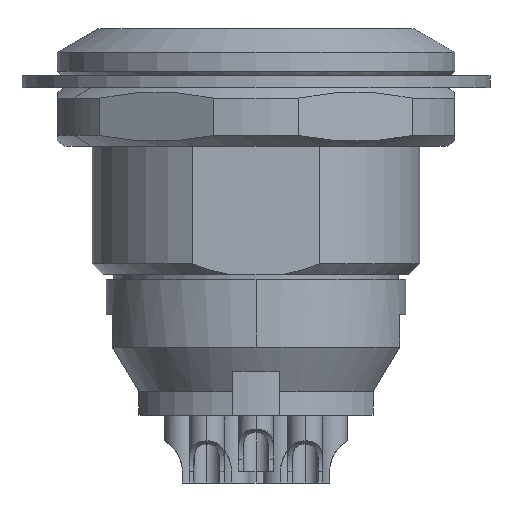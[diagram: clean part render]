
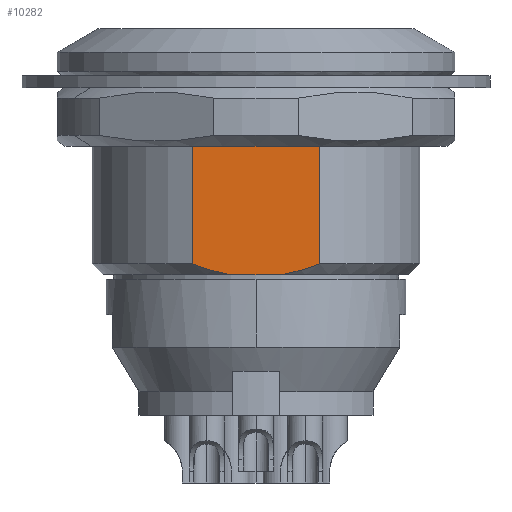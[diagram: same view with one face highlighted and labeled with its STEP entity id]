
A CAD part, front view. The second image highlights one B-rep face of the part: STEP entity #10282.
In plain terms, the highlighted planar face has unit normal (0, -1, 0).
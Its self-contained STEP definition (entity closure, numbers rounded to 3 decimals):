
#1885=DIRECTION('',(1.,0.,0.));
#1886=VECTOR('',#1885,5.44);
#1887=CARTESIAN_POINT('',(-2.72,-6.45,13.5));
#1888=LINE('',#1887,#1886);
#2513=DIRECTION('',(0.,0.,-1.));
#2514=VECTOR('',#2513,1.5);
#2515=CARTESIAN_POINT('',(1.813,-6.45,12.5));
#2516=LINE('',#2515,#2514);
#2517=CARTESIAN_POINT('',(2.72,-6.45,10.7));
#2518=CARTESIAN_POINT('',(2.565,-6.45,10.76));
#2519=CARTESIAN_POINT('',(2.26,-6.45,10.87));
#2520=CARTESIAN_POINT('',(1.961,-6.45,10.96));
#2521=CARTESIAN_POINT('',(1.813,-6.45,11.));
#2523=DIRECTION('',(0.,0.,1.));
#2524=VECTOR('',#2523,5.24);
#2525=CARTESIAN_POINT('',(2.72,-6.45,5.46));
#2526=LINE('',#2525,#2524);
#2527=CARTESIAN_POINT('',(1.081,-6.45,5.));
#2528=CARTESIAN_POINT('',(1.258,-6.45,5.029));
#2529=CARTESIAN_POINT('',(1.616,-6.45,5.102));
#2530=CARTESIAN_POINT('',(2.158,-6.45,5.255));
#2531=CARTESIAN_POINT('',(2.531,-6.45,5.387));
#2532=CARTESIAN_POINT('',(2.72,-6.45,5.46));
#2534=CARTESIAN_POINT('',(-2.72,-6.45,5.46));
#2535=CARTESIAN_POINT('',(-2.53,-6.45,5.386));
#2536=CARTESIAN_POINT('',(-2.157,-6.45,5.254));
#2537=CARTESIAN_POINT('',(-1.614,-6.45,5.102));
#2538=CARTESIAN_POINT('',(-1.258,-6.45,5.029));
#2539=CARTESIAN_POINT('',(-1.081,-6.45,5.));
#2541=DIRECTION('',(0.,0.,1.));
#2542=VECTOR('',#2541,5.24);
#2543=CARTESIAN_POINT('',(-2.72,-6.45,5.46));
#2544=LINE('',#2543,#2542);
#2545=CARTESIAN_POINT('',(-1.813,-6.45,11.));
#2546=CARTESIAN_POINT('',(-1.961,-6.45,10.96));
#2547=CARTESIAN_POINT('',(-2.26,-6.45,10.87));
#2548=CARTESIAN_POINT('',(-2.566,-6.45,10.76));
#2549=CARTESIAN_POINT('',(-2.72,-6.45,10.7));
#2551=DIRECTION('',(0.,0.,-1.));
#2552=VECTOR('',#2551,1.5);
#2553=CARTESIAN_POINT('',(-1.813,-6.45,12.5));
#2554=LINE('',#2553,#2552);
#2555=CARTESIAN_POINT('',(-1.813,-6.45,12.5));
#2556=CARTESIAN_POINT('',(-1.961,-6.45,12.54));
#2557=CARTESIAN_POINT('',(-2.26,-6.45,12.63));
#2558=CARTESIAN_POINT('',(-2.566,-6.45,12.74));
#2559=CARTESIAN_POINT('',(-2.72,-6.45,12.8));
#2561=DIRECTION('',(0.,0.,1.));
#2562=VECTOR('',#2561,0.7);
#2563=CARTESIAN_POINT('',(-2.72,-6.45,12.8));
#2564=LINE('',#2563,#2562);
#2565=DIRECTION('',(0.,0.,1.));
#2566=VECTOR('',#2565,0.7);
#2567=CARTESIAN_POINT('',(2.72,-6.45,12.8));
#2568=LINE('',#2567,#2566);
#2569=CARTESIAN_POINT('',(2.72,-6.45,12.8));
#2570=CARTESIAN_POINT('',(2.565,-6.45,12.74));
#2571=CARTESIAN_POINT('',(2.26,-6.45,12.63));
#2572=CARTESIAN_POINT('',(1.961,-6.45,12.54));
#2573=CARTESIAN_POINT('',(1.813,-6.45,12.5));
#2647=DIRECTION('',(1.,0.,0.));
#2648=VECTOR('',#2647,2.162);
#2649=CARTESIAN_POINT('',(-1.081,-6.45,5.));
#2650=LINE('',#2649,#2648);
#6166=CARTESIAN_POINT('',(-1.081,-6.45,5.));
#6167=CARTESIAN_POINT('',(1.081,-6.45,5.));
#6168=VERTEX_POINT('',#6166);
#6169=VERTEX_POINT('',#6167);
#6170=VERTEX_POINT('',#2534);
#6171=VERTEX_POINT('',#2532);
#6172=CARTESIAN_POINT('',(-2.72,-6.45,13.5));
#6173=CARTESIAN_POINT('',(2.72,-6.45,13.5));
#6174=VERTEX_POINT('',#6172);
#6175=VERTEX_POINT('',#6173);
#6540=CARTESIAN_POINT('',(2.72,-6.45,12.8));
#6541=VERTEX_POINT('',#6540);
#6542=CARTESIAN_POINT('',(-2.72,-6.45,12.8));
#6543=VERTEX_POINT('',#6542);
#6552=CARTESIAN_POINT('',(2.72,-6.45,10.7));
#6553=VERTEX_POINT('',#6552);
#6554=CARTESIAN_POINT('',(-2.72,-6.45,10.7));
#6555=VERTEX_POINT('',#6554);
#6556=CARTESIAN_POINT('',(1.813,-6.45,12.5));
#6557=CARTESIAN_POINT('',(1.813,-6.45,11.));
#6558=VERTEX_POINT('',#6556);
#6559=VERTEX_POINT('',#6557);
#6560=CARTESIAN_POINT('',(-1.813,-6.45,12.5));
#6561=CARTESIAN_POINT('',(-1.813,-6.45,11.));
#6562=VERTEX_POINT('',#6560);
#6563=VERTEX_POINT('',#6561);
#10254=CARTESIAN_POINT('',(-2.72,-6.45,5.));
#10255=DIRECTION('',(0.,1.,0.));
#10256=DIRECTION('',(1.,0.,0.));
#10257=AXIS2_PLACEMENT_3D('',#10254,#10255,#10256);
#10258=PLANE('',#10257);
#10260=ORIENTED_EDGE('',*,*,#10259,.T.);
#10261=ORIENTED_EDGE('',*,*,#10240,.F.);
#10262=ORIENTED_EDGE('',*,*,#10113,.F.);
#10264=ORIENTED_EDGE('',*,*,#10263,.F.);
#10266=ORIENTED_EDGE('',*,*,#10265,.F.);
#10268=ORIENTED_EDGE('',*,*,#10267,.F.);
#10269=ORIENTED_EDGE('',*,*,#10129,.T.);
#10270=ORIENTED_EDGE('',*,*,#10244,.F.);
#10272=ORIENTED_EDGE('',*,*,#10271,.F.);
#10274=ORIENTED_EDGE('',*,*,#10273,.T.);
#10275=ORIENTED_EDGE('',*,*,#10095,.T.);
#10276=ORIENTED_EDGE('',*,*,#9691,.T.);
#10277=ORIENTED_EDGE('',*,*,#10019,.F.);
#10279=ORIENTED_EDGE('',*,*,#10278,.T.);
#10280=EDGE_LOOP('',(#10260,#10261,#10262,#10264,#10266,#10268,#10269,#10270,
#10272,#10274,#10275,#10276,#10277,#10279));
#10281=FACE_OUTER_BOUND('',#10280,.F.);
#2522=B_SPLINE_CURVE_WITH_KNOTS('',3,(#2517,#2518,#2519,#2520,#2521),
.UNSPECIFIED.,.F.,.F.,(4,1,4),(0.,0.5,1.),.UNSPECIFIED.);
#2533=B_SPLINE_CURVE_WITH_KNOTS('',3,(#2527,#2528,#2529,#2530,#2531,#2532),
.UNSPECIFIED.,.F.,.F.,(4,1,1,4),(0.,0.333,0.667,1.),
.UNSPECIFIED.);
#2540=B_SPLINE_CURVE_WITH_KNOTS('',3,(#2534,#2535,#2536,#2537,#2538,#2539),
.UNSPECIFIED.,.F.,.F.,(4,1,1,4),(0.,0.333,0.667,1.),
.UNSPECIFIED.);
#2550=B_SPLINE_CURVE_WITH_KNOTS('',3,(#2545,#2546,#2547,#2548,#2549),
.UNSPECIFIED.,.F.,.F.,(4,1,4),(0.,0.5,1.),.UNSPECIFIED.);
#2560=B_SPLINE_CURVE_WITH_KNOTS('',3,(#2555,#2556,#2557,#2558,#2559),
.UNSPECIFIED.,.F.,.F.,(4,1,4),(0.,0.5,1.),.UNSPECIFIED.);
#2574=B_SPLINE_CURVE_WITH_KNOTS('',3,(#2569,#2570,#2571,#2572,#2573),
.UNSPECIFIED.,.F.,.F.,(4,1,4),(0.,0.5,1.),.UNSPECIFIED.);
#9691=EDGE_CURVE('',#6174,#6175,#1888,.T.);
#10019=EDGE_CURVE('',#6541,#6175,#2568,.T.);
#10095=EDGE_CURVE('',#6543,#6174,#2564,.T.);
#10113=EDGE_CURVE('',#6171,#6553,#2526,.T.);
#10129=EDGE_CURVE('',#6170,#6555,#2544,.T.);
#10240=EDGE_CURVE('',#6553,#6559,#2522,.T.);
#10244=EDGE_CURVE('',#6563,#6555,#2550,.T.);
#10259=EDGE_CURVE('',#6558,#6559,#2516,.T.);
#10263=EDGE_CURVE('',#6169,#6171,#2533,.T.);
#10265=EDGE_CURVE('',#6168,#6169,#2650,.T.);
#10267=EDGE_CURVE('',#6170,#6168,#2540,.T.);
#10271=EDGE_CURVE('',#6562,#6563,#2554,.T.);
#10273=EDGE_CURVE('',#6562,#6543,#2560,.T.);
#10278=EDGE_CURVE('',#6541,#6558,#2574,.T.);
#10282=ADVANCED_FACE('',(#10281),#10258,.F.);
